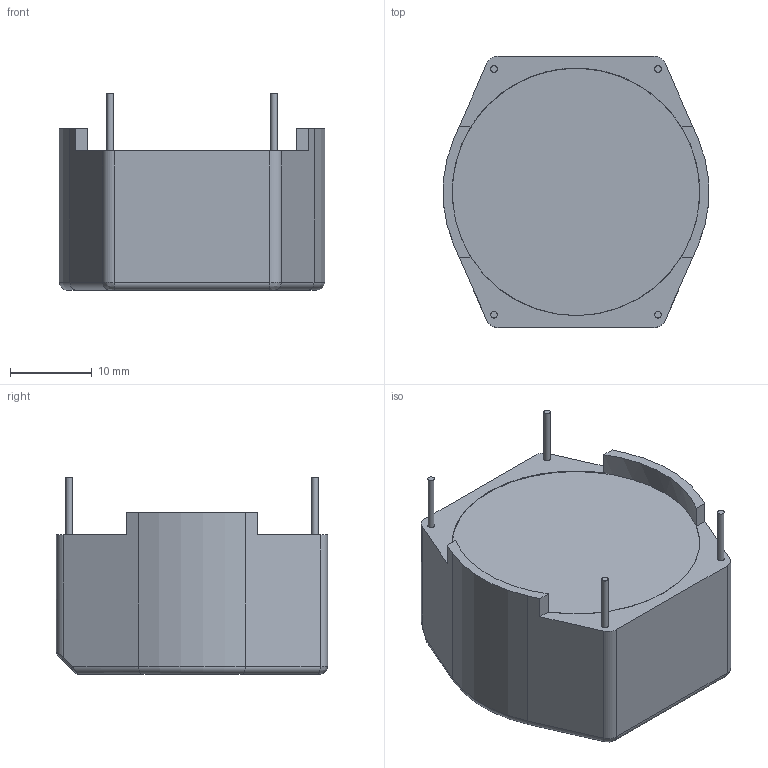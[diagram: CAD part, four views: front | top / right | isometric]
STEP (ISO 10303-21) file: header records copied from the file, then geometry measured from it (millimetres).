
FILE_DESCRIPTION((''),'2;1');
FILE_NAME('RN143.stp','2016-06-28T13:52:59',('jittrapon.maneerat'),(''),'Autodesk Inventor 2013','Autodesk Inventor 2013','');
FILE_SCHEMA(('AUTOMOTIVE_DESIGN { 1 0 10303 214 1 1 1 1 }'));
Length unit declared in the file: millimetre
Products named in the file (1): Part9
Bounding box: 32.39 x 33.1 x 24.01 mm (x, y, z)
Volume: 15602.1 mm3; surface area: 4004.4 mm2
Topology: 1 solids, 5 shells, 210 faces, 524 edges, 344 vertices
Faces by surface type: plane 146, bspline 38, cylinder 24, torus 2
Full cylindrical faces by diameter (mm): 0.76 x4, 0.8 x4, 30.2 x1
Entity records: 6734 total; most frequent: CARTESIAN_POINT 1685, ORIENTED_EDGE 1028, DIRECTION 855, EDGE_CURVE 514, VECTOR 391, LINE 391, VERTEX_POINT 343, EDGE_LOOP 239
